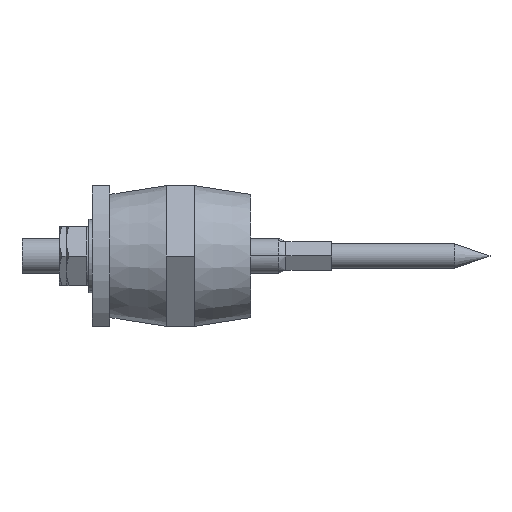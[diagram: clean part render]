
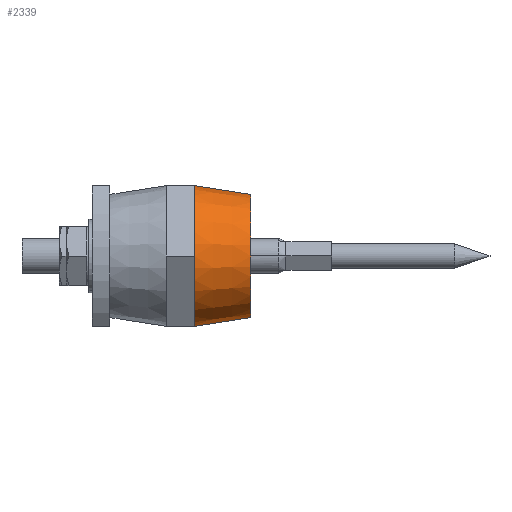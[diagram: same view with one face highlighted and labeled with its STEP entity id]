
A CAD part, left-side view. The second image highlights one B-rep face of the part: STEP entity #2339.
In plain terms, the highlighted conical face has half-angle 8.881 degrees and reference radius 17.5 mm.
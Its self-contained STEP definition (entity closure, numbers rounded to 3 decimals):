
#185 = VERTEX_POINT ( 'NONE', #5665 ) ;
#287 = VERTEX_POINT ( 'NONE', #324 ) ;
#324 = CARTESIAN_POINT ( 'NONE',  ( 0., -4., -20. ) ) ;
#386 = ORIENTED_EDGE ( 'NONE', *, *, #6159, .T. ) ;
#778 = DIRECTION ( 'NONE',  ( 0., 1., 0. ) ) ;
#793 = DIRECTION ( 'NONE',  ( 0., -1., 0. ) ) ;
#1140 = CIRCLE ( 'NONE', #1253, 20. ) ;
#1164 = EDGE_CURVE ( 'NONE', #3664, #7039, #2014, .T. ) ;
#1253 = AXIS2_PLACEMENT_3D ( 'NONE', #3580, #793, #6399 ) ;
#1342 = VECTOR ( 'NONE', #5887, 1000. ) ;
#1361 = ORIENTED_EDGE ( 'NONE', *, *, #5401, .T. ) ;
#1368 = DIRECTION ( 'NONE',  ( 0., 0.988, 0.154 ) ) ;
#1390 = ORIENTED_EDGE ( 'NONE', *, *, #5019, .T. ) ;
#1563 = CARTESIAN_POINT ( 'NONE',  ( 0., -4., 0. ) ) ;
#1603 = DIRECTION ( 'NONE',  ( 0., -1., 0. ) ) ;
#1707 = AXIS2_PLACEMENT_3D ( 'NONE', #1563, #1603, #2148 ) ;
#1771 = CARTESIAN_POINT ( 'NONE',  ( 0., -4., 20. ) ) ;
#2014 = CIRCLE ( 'NONE', #7064, 17.5 ) ;
#2148 = DIRECTION ( 'NONE',  ( 0., 0., -1. ) ) ;
#2339 = ADVANCED_FACE ( 'NONE', ( #4685 ), #4615, .T. ) ;
#2574 = CARTESIAN_POINT ( 'NONE',  ( 0., -20., 0. ) ) ;
#2622 = ORIENTED_EDGE ( 'NONE', *, *, #1164, .F. ) ;
#2760 = CARTESIAN_POINT ( 'NONE',  ( 0., -20., 0. ) ) ;
#3027 = CARTESIAN_POINT ( 'NONE',  ( 0., -20., -17.5 ) ) ;
#3234 = ORIENTED_EDGE ( 'NONE', *, *, #3247, .T. ) ;
#3247 = EDGE_CURVE ( 'NONE', #4684, #185, #3908, .T. ) ;
#3250 = AXIS2_PLACEMENT_3D ( 'NONE', #4380, #3723, #7099 ) ;
#3280 = VERTEX_POINT ( 'NONE', #5403 ) ;
#3360 = CIRCLE ( 'NONE', #3250, 20. ) ;
#3580 = CARTESIAN_POINT ( 'NONE',  ( 0., -4., 0. ) ) ;
#3604 = CARTESIAN_POINT ( 'NONE',  ( 0., -20., 17.5 ) ) ;
#3664 = VERTEX_POINT ( 'NONE', #3604 ) ;
#3723 = DIRECTION ( 'NONE',  ( 0., -1., 0. ) ) ;
#3800 = AXIS2_PLACEMENT_3D ( 'NONE', #2574, #778, #6930 ) ;
#3908 = CIRCLE ( 'NONE', #1707, 20. ) ;
#3942 = VECTOR ( 'NONE', #1368, 1000. ) ;
#4078 = LINE ( 'NONE', #6978, #3942 ) ;
#4380 = CARTESIAN_POINT ( 'NONE',  ( 0., -4., 0. ) ) ;
#4470 = EDGE_CURVE ( 'NONE', #7039, #287, #7034, .T. ) ;
#4615 = CONICAL_SURFACE ( 'NONE', #3800, 17.5, 0.155 ) ;
#4684 = VERTEX_POINT ( 'NONE', #1771 ) ;
#4685 = FACE_OUTER_BOUND ( 'NONE', #5610, .T. ) ;
#5019 = EDGE_CURVE ( 'NONE', #3280, #287, #3360, .T. ) ;
#5116 = ORIENTED_EDGE ( 'NONE', *, *, #4470, .F. ) ;
#5401 = EDGE_CURVE ( 'NONE', #3664, #4684, #4078, .T. ) ;
#5403 = CARTESIAN_POINT ( 'NONE',  ( -17.321, -4., -10. ) ) ;
#5610 = EDGE_LOOP ( 'NONE', ( #5116, #2622, #1361, #3234, #386, #1390 ) ) ;
#5665 = CARTESIAN_POINT ( 'NONE',  ( -17.321, -4., 10. ) ) ;
#5887 = DIRECTION ( 'NONE',  ( 0., 0.988, -0.154 ) ) ;
#6125 = DIRECTION ( 'NONE',  ( 0., -1., 0. ) ) ;
#6159 = EDGE_CURVE ( 'NONE', #185, #3280, #1140, .T. ) ;
#6399 = DIRECTION ( 'NONE',  ( 0., 0., -1. ) ) ;
#6673 = DIRECTION ( 'NONE',  ( 0., 0., -1. ) ) ;
#6930 = DIRECTION ( 'NONE',  ( 0., 0., 1. ) ) ;
#6978 = CARTESIAN_POINT ( 'NONE',  ( 0., -20., 17.5 ) ) ;
#6993 = CARTESIAN_POINT ( 'NONE',  ( 0., -20., -17.5 ) ) ;
#7034 = LINE ( 'NONE', #6993, #1342 ) ;
#7039 = VERTEX_POINT ( 'NONE', #3027 ) ;
#7064 = AXIS2_PLACEMENT_3D ( 'NONE', #2760, #6125, #6673 ) ;
#7099 = DIRECTION ( 'NONE',  ( 0., 0., -1. ) ) ;
